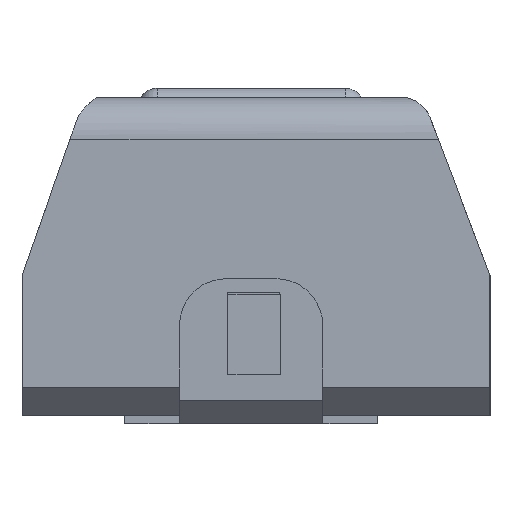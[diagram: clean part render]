
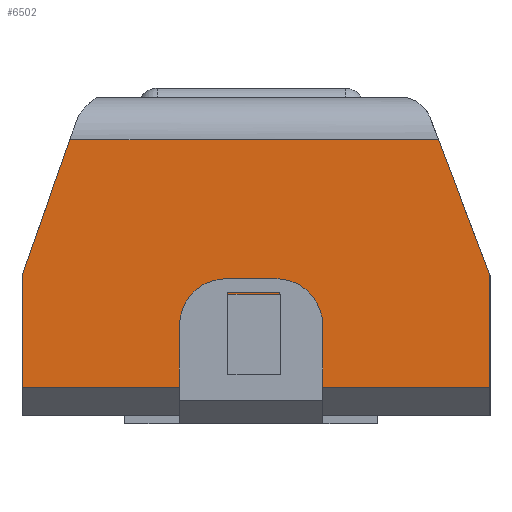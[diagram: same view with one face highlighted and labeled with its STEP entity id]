
A CAD part, left-side view. The second image highlights one B-rep face of the part: STEP entity #6502.
In plain terms, the highlighted face is planar.
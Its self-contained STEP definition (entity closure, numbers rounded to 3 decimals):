
#266=FACE_BOUND('',#792,.T.);
#425=FACE_OUTER_BOUND('',#791,.T.);
#791=EDGE_LOOP('',(#4538,#4539,#4540,#4541,#4542,#4543));
#792=EDGE_LOOP('',(#4544,#4545,#4546,#4547));
#1209=LINE('',#9191,#1986);
#1230=LINE('',#9231,#2007);
#1237=LINE('',#9248,#2014);
#1239=LINE('',#9252,#2016);
#1241=LINE('',#9282,#2018);
#1243=LINE('',#9287,#2020);
#1247=LINE('',#9296,#2024);
#1248=LINE('',#9298,#2025);
#1251=LINE('',#9302,#2028);
#1253=LINE('',#9307,#2030);
#1986=VECTOR('',#7474,10.);
#2007=VECTOR('',#7505,10.);
#2014=VECTOR('',#7528,10.);
#2016=VECTOR('',#7532,10.);
#2018=VECTOR('',#7538,10.);
#2020=VECTOR('',#7546,10.);
#2024=VECTOR('',#7552,10.);
#2025=VECTOR('',#7555,10.);
#2028=VECTOR('',#7560,10.);
#2030=VECTOR('',#7568,10.);
#2739=VERTEX_POINT('',#9187);
#2741=VERTEX_POINT('',#9190);
#2754=VERTEX_POINT('',#9228);
#2755=VERTEX_POINT('',#9230);
#2757=VERTEX_POINT('',#9247);
#2758=VERTEX_POINT('',#9251);
#2761=VERTEX_POINT('',#9279);
#2762=VERTEX_POINT('',#9281);
#2763=VERTEX_POINT('',#9289);
#2766=VERTEX_POINT('',#9294);
#3390=EDGE_CURVE('',#2741,#2739,#1209,.T.);
#3411=EDGE_CURVE('',#2755,#2754,#1230,.T.);
#3419=EDGE_CURVE('',#2755,#2757,#1237,.T.);
#3421=EDGE_CURVE('',#2757,#2758,#1239,.T.);
#3426=EDGE_CURVE('',#2761,#2762,#1241,.T.);
#3429=EDGE_CURVE('',#2754,#2762,#1243,.T.);
#3433=EDGE_CURVE('',#2763,#2766,#1247,.T.);
#3434=EDGE_CURVE('',#2766,#2741,#1248,.T.);
#3437=EDGE_CURVE('',#2739,#2763,#1251,.T.);
#3439=EDGE_CURVE('',#2758,#2761,#1253,.T.);
#4538=ORIENTED_EDGE('',*,*,#3419,.F.);
#4539=ORIENTED_EDGE('',*,*,#3411,.T.);
#4540=ORIENTED_EDGE('',*,*,#3429,.T.);
#4541=ORIENTED_EDGE('',*,*,#3426,.F.);
#4542=ORIENTED_EDGE('',*,*,#3439,.F.);
#4543=ORIENTED_EDGE('',*,*,#3421,.F.);
#4544=ORIENTED_EDGE('',*,*,#3433,.T.);
#4545=ORIENTED_EDGE('',*,*,#3434,.T.);
#4546=ORIENTED_EDGE('',*,*,#3390,.T.);
#4547=ORIENTED_EDGE('',*,*,#3437,.T.);
#6245=PLANE('',#6930);
#6502=ADVANCED_FACE('',(#425,#266),#6245,.F.);
#6930=AXIS2_PLACEMENT_3D('',#9308,#7569,#7570);
#7474=DIRECTION('',(0.,0.,-1.));
#7505=DIRECTION('',(0.,0.,1.));
#7528=DIRECTION('',(-1.,0.,0.));
#7532=DIRECTION('',(0.,0.,1.));
#7538=DIRECTION('',(1.,0.,0.));
#7546=DIRECTION('',(-0.355,0.,0.935));
#7552=DIRECTION('',(0.,0.,1.));
#7555=DIRECTION('',(1.,0.,0.));
#7560=DIRECTION('',(-1.,0.,0.));
#7568=DIRECTION('',(0.333,0.,0.943));
#7569=DIRECTION('center_axis',(0.,1.,0.));
#7570=DIRECTION('ref_axis',(1.,0.,0.));
#9187=CARTESIAN_POINT('',(0.261,0.,0.642));
#9190=CARTESIAN_POINT('',(0.261,0.,1.5));
#9191=CARTESIAN_POINT('',(0.261,0.,1.271));
#9228=CARTESIAN_POINT('',(2.5,0.,1.7));
#9230=CARTESIAN_POINT('',(2.5,0.,0.5));
#9231=CARTESIAN_POINT('',(2.5,0.,0.2));
#9247=CARTESIAN_POINT('',(-2.5,0.,0.5));
#9248=CARTESIAN_POINT('',(1.25,0.,0.5));
#9251=CARTESIAN_POINT('',(-2.5,0.,1.7));
#9252=CARTESIAN_POINT('',(-2.5,0.,0.2));
#9279=CARTESIAN_POINT('',(-1.988,0.,3.15));
#9281=CARTESIAN_POINT('',(1.95,0.,3.15));
#9282=CARTESIAN_POINT('',(-0.85,0.,3.15));
#9287=CARTESIAN_POINT('',(2.5,0.,1.7));
#9289=CARTESIAN_POINT('',(-0.3,0.,0.642));
#9294=CARTESIAN_POINT('',(-0.3,0.,1.5));
#9296=CARTESIAN_POINT('',(-0.3,0.,1.7));
#9298=CARTESIAN_POINT('',(0.13,0.,1.5));
#9302=CARTESIAN_POINT('',(-0.15,0.,0.642));
#9307=CARTESIAN_POINT('',(-2.5,0.,1.7));
#9308=CARTESIAN_POINT('Origin',(0.,0.,1.9));
